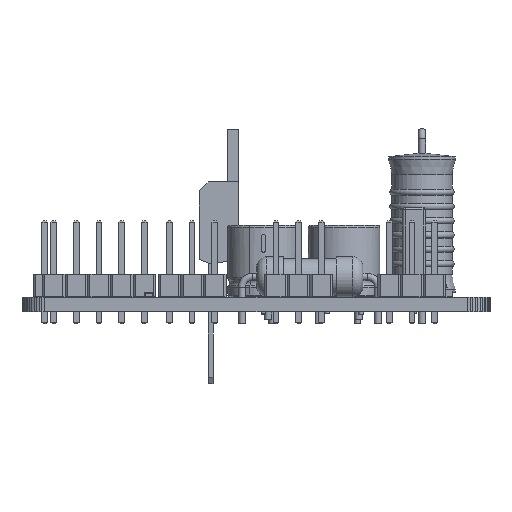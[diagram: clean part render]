
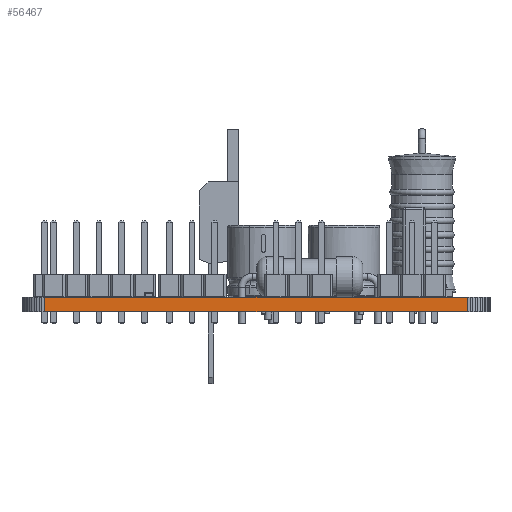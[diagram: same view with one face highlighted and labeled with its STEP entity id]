
A CAD part, left-side view. The second image highlights one B-rep face of the part: STEP entity #56467.
In plain terms, the highlighted planar face has unit normal (-1, 0, 0).
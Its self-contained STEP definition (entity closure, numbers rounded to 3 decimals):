
#43707 = PLANE('',#43708);
#43708 = AXIS2_PLACEMENT_3D('',#43709,#43710,#43711);
#43709 = CARTESIAN_POINT('',(107.188,-56.07,1.6));
#43710 = DIRECTION('',(-0.,-0.,-1.));
#43711 = DIRECTION('',(-1.,0.,0.));
#43761 = PLANE('',#43762);
#43762 = AXIS2_PLACEMENT_3D('',#43763,#43764,#43765);
#43763 = CARTESIAN_POINT('',(107.188,-56.07,0.));
#43764 = DIRECTION('',(-0.,-0.,-1.));
#43765 = DIRECTION('',(-1.,0.,0.));
#44990 = VERTEX_POINT('',#44991);
#44991 = CARTESIAN_POINT('',(73.152,-79.756,0.));
#45005 = PLANE('',#45006);
#45006 = AXIS2_PLACEMENT_3D('',#45007,#45008,#45009);
#45007 = CARTESIAN_POINT('',(73.171,-80.062,0.));
#45008 = DIRECTION('',(-0.998,-0.06,0.));
#45009 = DIRECTION('',(-0.06,0.998,0.));
#45017 = EDGE_CURVE('',#44990,#45018,#45020,.T.);
#45018 = VERTEX_POINT('',#45019);
#45019 = CARTESIAN_POINT('',(73.152,-32.385,0.));
#45020 = SURFACE_CURVE('',#45021,(#45025,#45032),.PCURVE_S1.);
#45021 = LINE('',#45022,#45023);
#45022 = CARTESIAN_POINT('',(73.152,-79.756,0.));
#45023 = VECTOR('',#45024,1.);
#45024 = DIRECTION('',(0.,1.,0.));
#45025 = PCURVE('',#43761,#45026);
#45026 = DEFINITIONAL_REPRESENTATION('',(#45027),#45031);
#45027 = LINE('',#45028,#45029);
#45028 = CARTESIAN_POINT('',(34.036,-23.685));
#45029 = VECTOR('',#45030,1.);
#45030 = DIRECTION('',(0.,1.));
#45031 = ( GEOMETRIC_REPRESENTATION_CONTEXT(2) 
PARAMETRIC_REPRESENTATION_CONTEXT() REPRESENTATION_CONTEXT('2D SPACE',''
  ) );
#45032 = PCURVE('',#45033,#45038);
#45033 = PLANE('',#45034);
#45034 = AXIS2_PLACEMENT_3D('',#45035,#45036,#45037);
#45035 = CARTESIAN_POINT('',(73.152,-79.756,0.));
#45036 = DIRECTION('',(-1.,0.,0.));
#45037 = DIRECTION('',(0.,1.,0.));
#45038 = DEFINITIONAL_REPRESENTATION('',(#45039),#45043);
#45039 = LINE('',#45040,#45041);
#45040 = CARTESIAN_POINT('',(0.,0.));
#45041 = VECTOR('',#45042,1.);
#45042 = DIRECTION('',(1.,0.));
#45043 = ( GEOMETRIC_REPRESENTATION_CONTEXT(2) 
PARAMETRIC_REPRESENTATION_CONTEXT() REPRESENTATION_CONTEXT('2D SPACE',''
  ) );
#45061 = PLANE('',#45062);
#45062 = AXIS2_PLACEMENT_3D('',#45063,#45064,#45065);
#45063 = CARTESIAN_POINT('',(73.152,-32.385,0.));
#45064 = DIRECTION('',(-0.998,0.06,0.));
#45065 = DIRECTION('',(0.06,0.998,0.));
#51359 = VERTEX_POINT('',#51360);
#51360 = CARTESIAN_POINT('',(73.152,-79.756,1.6));
#51381 = EDGE_CURVE('',#51359,#51382,#51384,.T.);
#51382 = VERTEX_POINT('',#51383);
#51383 = CARTESIAN_POINT('',(73.152,-32.385,1.6));
#51384 = SURFACE_CURVE('',#51385,(#51389,#51396),.PCURVE_S1.);
#51385 = LINE('',#51386,#51387);
#51386 = CARTESIAN_POINT('',(73.152,-79.756,1.6));
#51387 = VECTOR('',#51388,1.);
#51388 = DIRECTION('',(0.,1.,0.));
#51389 = PCURVE('',#43707,#51390);
#51390 = DEFINITIONAL_REPRESENTATION('',(#51391),#51395);
#51391 = LINE('',#51392,#51393);
#51392 = CARTESIAN_POINT('',(34.036,-23.685));
#51393 = VECTOR('',#51394,1.);
#51394 = DIRECTION('',(0.,1.));
#51395 = ( GEOMETRIC_REPRESENTATION_CONTEXT(2) 
PARAMETRIC_REPRESENTATION_CONTEXT() REPRESENTATION_CONTEXT('2D SPACE',''
  ) );
#51396 = PCURVE('',#45033,#51397);
#51397 = DEFINITIONAL_REPRESENTATION('',(#51398),#51402);
#51398 = LINE('',#51399,#51400);
#51399 = CARTESIAN_POINT('',(0.,-1.6));
#51400 = VECTOR('',#51401,1.);
#51401 = DIRECTION('',(1.,0.));
#51402 = ( GEOMETRIC_REPRESENTATION_CONTEXT(2) 
PARAMETRIC_REPRESENTATION_CONTEXT() REPRESENTATION_CONTEXT('2D SPACE',''
  ) );
#56417 = EDGE_CURVE('',#45018,#51382,#56418,.T.);
#56418 = SURFACE_CURVE('',#56419,(#56423,#56430),.PCURVE_S1.);
#56419 = LINE('',#56420,#56421);
#56420 = CARTESIAN_POINT('',(73.152,-32.385,0.));
#56421 = VECTOR('',#56422,1.);
#56422 = DIRECTION('',(0.,0.,1.));
#56423 = PCURVE('',#45061,#56424);
#56424 = DEFINITIONAL_REPRESENTATION('',(#56425),#56429);
#56425 = LINE('',#56426,#56427);
#56426 = CARTESIAN_POINT('',(0.,0.));
#56427 = VECTOR('',#56428,1.);
#56428 = DIRECTION('',(0.,-1.));
#56429 = ( GEOMETRIC_REPRESENTATION_CONTEXT(2) 
PARAMETRIC_REPRESENTATION_CONTEXT() REPRESENTATION_CONTEXT('2D SPACE',''
  ) );
#56430 = PCURVE('',#45033,#56431);
#56431 = DEFINITIONAL_REPRESENTATION('',(#56432),#56436);
#56432 = LINE('',#56433,#56434);
#56433 = CARTESIAN_POINT('',(47.371,0.));
#56434 = VECTOR('',#56435,1.);
#56435 = DIRECTION('',(0.,-1.));
#56436 = ( GEOMETRIC_REPRESENTATION_CONTEXT(2) 
PARAMETRIC_REPRESENTATION_CONTEXT() REPRESENTATION_CONTEXT('2D SPACE',''
  ) );
#56467 = ADVANCED_FACE('',(#56468),#45033,.T.);
#56468 = FACE_BOUND('',#56469,.T.);
#56469 = EDGE_LOOP('',(#56470,#56491,#56492,#56493));
#56470 = ORIENTED_EDGE('',*,*,#56471,.T.);
#56471 = EDGE_CURVE('',#44990,#51359,#56472,.T.);
#56472 = SURFACE_CURVE('',#56473,(#56477,#56484),.PCURVE_S1.);
#56473 = LINE('',#56474,#56475);
#56474 = CARTESIAN_POINT('',(73.152,-79.756,0.));
#56475 = VECTOR('',#56476,1.);
#56476 = DIRECTION('',(0.,0.,1.));
#56477 = PCURVE('',#45033,#56478);
#56478 = DEFINITIONAL_REPRESENTATION('',(#56479),#56483);
#56479 = LINE('',#56480,#56481);
#56480 = CARTESIAN_POINT('',(0.,0.));
#56481 = VECTOR('',#56482,1.);
#56482 = DIRECTION('',(0.,-1.));
#56483 = ( GEOMETRIC_REPRESENTATION_CONTEXT(2) 
PARAMETRIC_REPRESENTATION_CONTEXT() REPRESENTATION_CONTEXT('2D SPACE',''
  ) );
#56484 = PCURVE('',#45005,#56485);
#56485 = DEFINITIONAL_REPRESENTATION('',(#56486),#56490);
#56486 = LINE('',#56487,#56488);
#56487 = CARTESIAN_POINT('',(0.307,0.));
#56488 = VECTOR('',#56489,1.);
#56489 = DIRECTION('',(0.,-1.));
#56490 = ( GEOMETRIC_REPRESENTATION_CONTEXT(2) 
PARAMETRIC_REPRESENTATION_CONTEXT() REPRESENTATION_CONTEXT('2D SPACE',''
  ) );
#56491 = ORIENTED_EDGE('',*,*,#51381,.T.);
#56492 = ORIENTED_EDGE('',*,*,#56417,.F.);
#56493 = ORIENTED_EDGE('',*,*,#45017,.F.);
